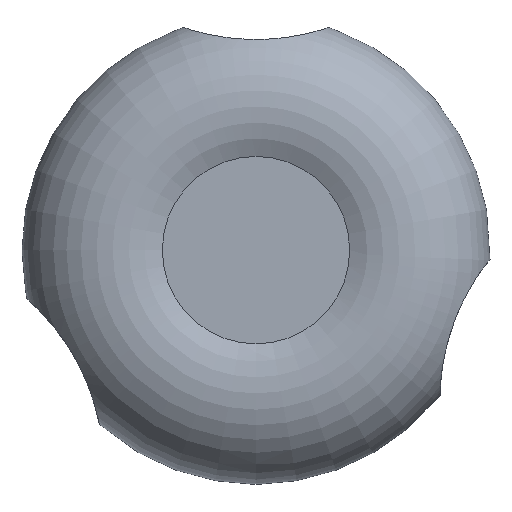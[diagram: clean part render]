
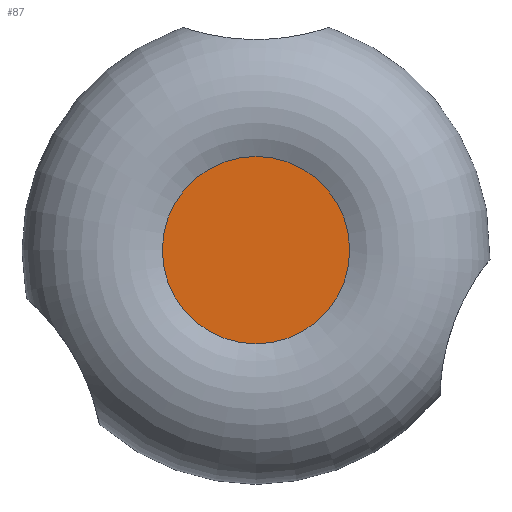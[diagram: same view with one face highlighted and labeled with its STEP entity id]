
A CAD part, top view. The second image highlights one B-rep face of the part: STEP entity #87.
In plain terms, the highlighted planar face has unit normal (0, 0, 1).
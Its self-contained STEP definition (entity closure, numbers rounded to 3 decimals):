
#87 = ADVANCED_FACE( '', ( #202 ), #203, .F. );
#202 = FACE_OUTER_BOUND( '', #356, .T. );
#203 = PLANE( '', #357 );
#356 = EDGE_LOOP( '', ( #565 ) );
#357 = AXIS2_PLACEMENT_3D( '', #566, #567, #568 );
#565 = ORIENTED_EDGE( '', *, *, #878, .T. );
#566 = CARTESIAN_POINT( '', ( 0., 10., 31.66 ) );
#567 = DIRECTION( '', ( 0., 0., -1. ) );
#568 = DIRECTION( '', ( 0., 1., 0. ) );
#878 = EDGE_CURVE( '', #1050, #1050, #1051, .T. );
#1050 = VERTEX_POINT( '', #1618 );
#1051 = CIRCLE( '', #1619, 10. );
#1618 = CARTESIAN_POINT( '', ( 0., -10., 31.66 ) );
#1619 = AXIS2_PLACEMENT_3D( '', #2045, #2046, #2047 );
#2045 = CARTESIAN_POINT( '', ( 0., 0., 31.66 ) );
#2046 = DIRECTION( '', ( 0., 0., 1. ) );
#2047 = DIRECTION( '', ( 0., -1., 0. ) );
